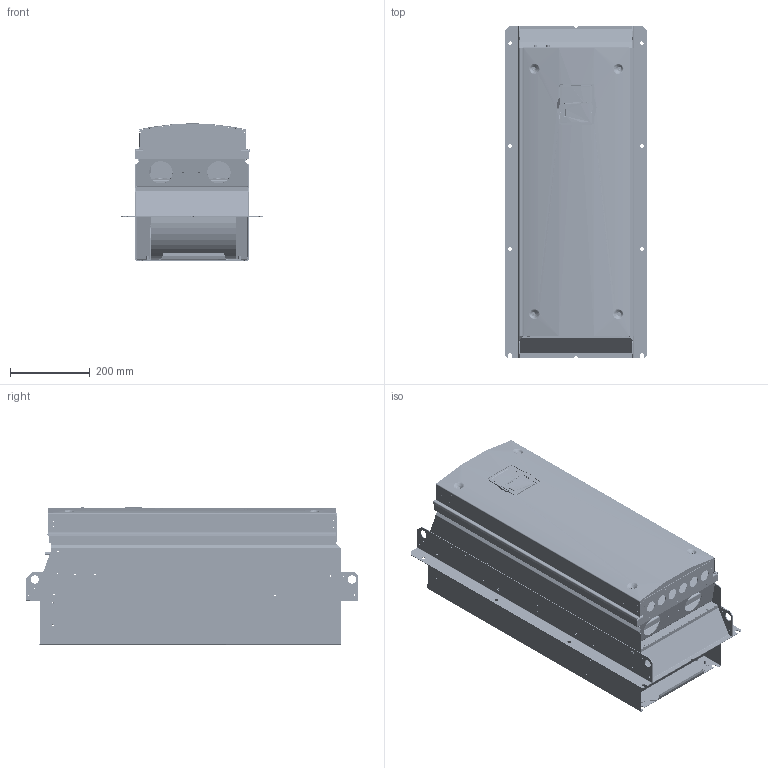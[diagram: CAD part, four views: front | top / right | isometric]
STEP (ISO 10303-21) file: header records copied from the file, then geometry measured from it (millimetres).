
FILE_DESCRIPTION((''),'2;1');
FILE_NAME('PRT0003','2020-11-05T',('U325185'),('Danfoss Power Electronics'),'CREO PARAMETRIC BY PTC INC, 2018070','CREO PARAMETRIC BY PTC INC, 2018070','');
FILE_SCHEMA(('CONFIG_CONTROL_DESIGN','GEOMETRIC_VALIDATION_PROPERTIES_MIM'));
Products named in the file (1): PRT0003
Bounding box: 355 x 832 x 343.61 mm (x, y, z)
Volume: 475654.1 mm3; surface area: 4393218.7 mm2
Topology: 65 solids, 116 shells, 5643 faces, 16458 edges, 10436 vertices
Faces by surface type: cylinder 3189, plane 1913, torus 195, bspline 190, cone 100, extrusion 32, sphere 22, revolution 2
Entity records: 260181 total; most frequent: CARTESIAN_POINT 52837, ORIENTED_EDGE 31617, DIRECTION 31506, EDGE_CURVE 16408, PRESENTATION_STYLE_ASSIGNMENT 15455, STYLED_ITEM 14903, CURVE_STYLE 13740, AXIS2_PLACEMENT_3D 11708
